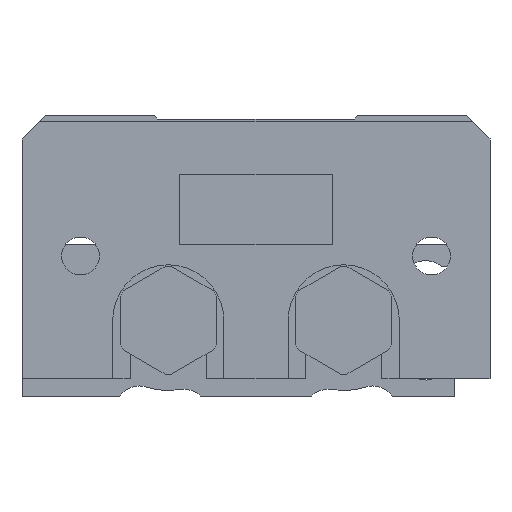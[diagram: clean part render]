
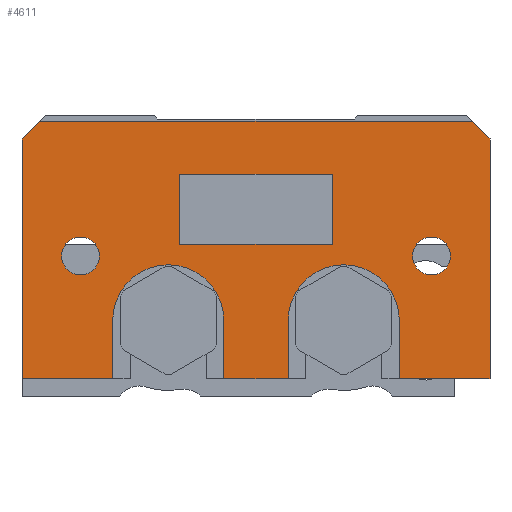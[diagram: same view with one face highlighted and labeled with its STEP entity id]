
A CAD part, front view. The second image highlights one B-rep face of the part: STEP entity #4611.
In plain terms, the highlighted planar face has unit normal (0, -1, 0).
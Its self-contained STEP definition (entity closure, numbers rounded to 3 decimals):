
#286=LINE('',#6682,#636);
#290=LINE('',#6691,#640);
#294=LINE('',#6703,#644);
#299=LINE('',#6712,#649);
#302=LINE('',#6718,#652);
#305=LINE('',#6724,#655);
#308=LINE('',#6730,#658);
#311=LINE('',#6736,#661);
#316=LINE('',#6746,#666);
#319=LINE('',#6752,#669);
#323=LINE('',#6764,#673);
#327=LINE('',#6772,#677);
#332=LINE('',#6782,#682);
#336=LINE('',#6790,#686);
#339=LINE('',#6796,#689);
#341=LINE('',#6799,#691);
#636=VECTOR('',#5622,1000.);
#640=VECTOR('',#5628,1000.);
#644=VECTOR('',#5640,1000.);
#649=VECTOR('',#5647,1000.);
#652=VECTOR('',#5652,1000.);
#655=VECTOR('',#5657,1000.);
#658=VECTOR('',#5662,1000.);
#661=VECTOR('',#5667,1000.);
#666=VECTOR('',#5674,1000.);
#669=VECTOR('',#5679,1000.);
#673=VECTOR('',#5691,1000.);
#677=VECTOR('',#5697,1000.);
#682=VECTOR('',#5704,1000.);
#686=VECTOR('',#5710,1000.);
#689=VECTOR('',#5715,1000.);
#691=VECTOR('',#5719,1000.);
#1384=ORIENTED_EDGE('',*,*,#2094,.T.);
#1385=ORIENTED_EDGE('',*,*,#2095,.T.);
#1386=ORIENTED_EDGE('',*,*,#2084,.T.);
#1387=ORIENTED_EDGE('',*,*,#2088,.T.);
#1388=ORIENTED_EDGE('',*,*,#2091,.T.);
#1389=ORIENTED_EDGE('',*,*,#2093,.T.);
#1390=ORIENTED_EDGE('',*,*,#2044,.T.);
#1391=ORIENTED_EDGE('',*,*,#2049,.T.);
#1392=ORIENTED_EDGE('',*,*,#2052,.T.);
#1393=ORIENTED_EDGE('',*,*,#2055,.T.);
#1394=ORIENTED_EDGE('',*,*,#2058,.T.);
#1395=ORIENTED_EDGE('',*,*,#2061,.T.);
#1396=ORIENTED_EDGE('',*,*,#2066,.T.);
#1397=ORIENTED_EDGE('',*,*,#2069,.T.);
#1398=ORIENTED_EDGE('',*,*,#2072,.T.);
#1399=ORIENTED_EDGE('',*,*,#2075,.T.);
#1400=ORIENTED_EDGE('',*,*,#2079,.T.);
#1401=ORIENTED_EDGE('',*,*,#2034,.T.);
#1402=ORIENTED_EDGE('',*,*,#2041,.T.);
#1403=ORIENTED_EDGE('',*,*,#2038,.T.);
#2034=EDGE_CURVE('',#2457,#2456,#286,.T.);
#2038=EDGE_CURVE('',#2461,#2460,#290,.T.);
#2041=EDGE_CURVE('',#2456,#2461,#2687,.T.);
#2044=EDGE_CURVE('',#2460,#2464,#294,.T.);
#2049=EDGE_CURVE('',#2464,#2467,#299,.T.);
#2052=EDGE_CURVE('',#2467,#2469,#302,.T.);
#2055=EDGE_CURVE('',#2469,#2471,#305,.T.);
#2058=EDGE_CURVE('',#2471,#2473,#308,.T.);
#2061=EDGE_CURVE('',#2473,#2475,#311,.T.);
#2066=EDGE_CURVE('',#2475,#2479,#316,.T.);
#2069=EDGE_CURVE('',#2479,#2481,#319,.T.);
#2072=EDGE_CURVE('',#2481,#2483,#2689,.T.);
#2075=EDGE_CURVE('',#2483,#2485,#323,.T.);
#2079=EDGE_CURVE('',#2485,#2457,#327,.T.);
#2084=EDGE_CURVE('',#2493,#2492,#332,.T.);
#2088=EDGE_CURVE('',#2492,#2495,#336,.T.);
#2091=EDGE_CURVE('',#2495,#2497,#339,.T.);
#2093=EDGE_CURVE('',#2497,#2493,#341,.T.);
#2094=EDGE_CURVE('',#2498,#2498,#2690,.T.);
#2095=EDGE_CURVE('',#2499,#2499,#2691,.T.);
#2456=VERTEX_POINT('',#6681);
#2457=VERTEX_POINT('',#6683);
#2460=VERTEX_POINT('',#6690);
#2461=VERTEX_POINT('',#6692);
#2464=VERTEX_POINT('',#6702);
#2467=VERTEX_POINT('',#6711);
#2469=VERTEX_POINT('',#6717);
#2471=VERTEX_POINT('',#6723);
#2473=VERTEX_POINT('',#6729);
#2475=VERTEX_POINT('',#6735);
#2479=VERTEX_POINT('',#6745);
#2481=VERTEX_POINT('',#6751);
#2483=VERTEX_POINT('',#6757);
#2485=VERTEX_POINT('',#6763);
#2492=VERTEX_POINT('',#6781);
#2493=VERTEX_POINT('',#6783);
#2495=VERTEX_POINT('',#6789);
#2497=VERTEX_POINT('',#6795);
#2498=VERTEX_POINT('',#6802);
#2499=VERTEX_POINT('',#6804);
#2687=CIRCLE('',#4897,4.75);
#2689=CIRCLE('',#4908,4.75);
#2690=CIRCLE('',#4916,1.621);
#2691=CIRCLE('',#4917,1.621);
#2948=EDGE_LOOP('',(#1384));
#2949=EDGE_LOOP('',(#1385));
#2950=EDGE_LOOP('',(#1386,#1387,#1388,#1389));
#2951=EDGE_LOOP('',(#1390,#1391,#1392,#1393,#1394,#1395,#1396,#1397,#1398,
#1399,#1400,#1401,#1402,#1403));
#3238=FACE_BOUND('',#2948,.T.);
#3239=FACE_BOUND('',#2949,.T.);
#3240=FACE_BOUND('',#2950,.T.);
#3241=FACE_BOUND('',#2951,.T.);
#3436=PLANE('',#4915);
#4611=ADVANCED_FACE('',(#3238,#3239,#3240,#3241),#3436,.F.);
#4897=AXIS2_PLACEMENT_3D('',#6696,#5634,#5635);
#4908=AXIS2_PLACEMENT_3D('',#6758,#5685,#5686);
#4915=AXIS2_PLACEMENT_3D('',#6800,#5720,#5721);
#4916=AXIS2_PLACEMENT_3D('',#6801,#5722,#5723);
#4917=AXIS2_PLACEMENT_3D('',#6803,#5724,#5725);
#5622=DIRECTION('',(0.,0.,1.));
#5628=DIRECTION('',(0.,0.,-1.));
#5634=DIRECTION('',(0.,1.,0.));
#5635=DIRECTION('',(-1.,0.,0.));
#5640=DIRECTION('',(1.,0.,0.));
#5647=DIRECTION('',(0.,0.,1.));
#5652=DIRECTION('',(-0.707,0.,0.707));
#5657=DIRECTION('',(-1.,0.,0.));
#5662=DIRECTION('',(-0.707,0.,-0.707));
#5667=DIRECTION('',(0.,0.,-1.));
#5674=DIRECTION('',(1.,0.,0.));
#5679=DIRECTION('',(0.,0.,1.));
#5685=DIRECTION('',(0.,1.,0.));
#5686=DIRECTION('',(-1.,0.,0.));
#5691=DIRECTION('',(0.,0.,-1.));
#5697=DIRECTION('',(1.,0.,0.));
#5704=DIRECTION('',(0.,0.,1.));
#5710=DIRECTION('',(1.,0.,0.));
#5715=DIRECTION('',(0.,0.,-1.));
#5719=DIRECTION('',(-1.,0.,0.));
#5720=DIRECTION('',(0.,1.,0.));
#5721=DIRECTION('',(0.,0.,1.));
#5722=DIRECTION('',(0.,1.,0.));
#5723=DIRECTION('',(0.,0.,-1.));
#5724=DIRECTION('',(0.,1.,0.));
#5725=DIRECTION('',(0.,0.,-1.));
#6681=CARTESIAN_POINT('',(22.75,-6.,6.5));
#6682=CARTESIAN_POINT('',(22.75,-6.,1.5));
#6683=CARTESIAN_POINT('',(22.75,-6.,1.5));
#6690=CARTESIAN_POINT('',(32.25,-6.,1.5));
#6691=CARTESIAN_POINT('',(32.25,-6.,6.5));
#6692=CARTESIAN_POINT('',(32.25,-6.,6.5));
#6696=CARTESIAN_POINT('',(27.5,-6.,6.5));
#6702=CARTESIAN_POINT('',(40.,-6.,1.5));
#6703=CARTESIAN_POINT('',(32.25,-6.,1.5));
#6711=CARTESIAN_POINT('',(40.,-6.,22.));
#6712=CARTESIAN_POINT('',(40.,-6.,1.5));
#6717=CARTESIAN_POINT('',(38.5,-6.,23.5));
#6718=CARTESIAN_POINT('',(40.,-6.,22.));
#6723=CARTESIAN_POINT('',(1.5,-6.,23.5));
#6724=CARTESIAN_POINT('',(38.5,-6.,23.5));
#6729=CARTESIAN_POINT('',(0.,-6.,22.));
#6730=CARTESIAN_POINT('',(1.5,-6.,23.5));
#6735=CARTESIAN_POINT('',(0.,-6.,1.5));
#6736=CARTESIAN_POINT('',(0.,-6.,22.));
#6745=CARTESIAN_POINT('',(7.75,-6.,1.5));
#6746=CARTESIAN_POINT('',(0.,-6.,1.5));
#6751=CARTESIAN_POINT('',(7.75,-6.,6.5));
#6752=CARTESIAN_POINT('',(7.75,-6.,1.5));
#6757=CARTESIAN_POINT('',(17.25,-6.,6.5));
#6758=CARTESIAN_POINT('',(12.5,-6.,6.5));
#6763=CARTESIAN_POINT('',(17.25,-6.,1.5));
#6764=CARTESIAN_POINT('',(17.25,-6.,6.5));
#6772=CARTESIAN_POINT('',(17.25,-6.,1.5));
#6781=CARTESIAN_POINT('',(13.5,-6.,19.));
#6782=CARTESIAN_POINT('',(13.5,-6.,13.));
#6783=CARTESIAN_POINT('',(13.5,-6.,13.));
#6789=CARTESIAN_POINT('',(26.5,-6.,19.));
#6790=CARTESIAN_POINT('',(13.5,-6.,19.));
#6795=CARTESIAN_POINT('',(26.5,-6.,13.));
#6796=CARTESIAN_POINT('',(26.5,-6.,19.));
#6799=CARTESIAN_POINT('',(13.5,-6.,13.));
#6800=CARTESIAN_POINT('',(12.5,-6.,6.5));
#6801=CARTESIAN_POINT('',(5.,-6.,12.));
#6802=CARTESIAN_POINT('',(5.,-6.,10.379));
#6803=CARTESIAN_POINT('',(35.,-6.,12.));
#6804=CARTESIAN_POINT('',(35.,-6.,10.379));
